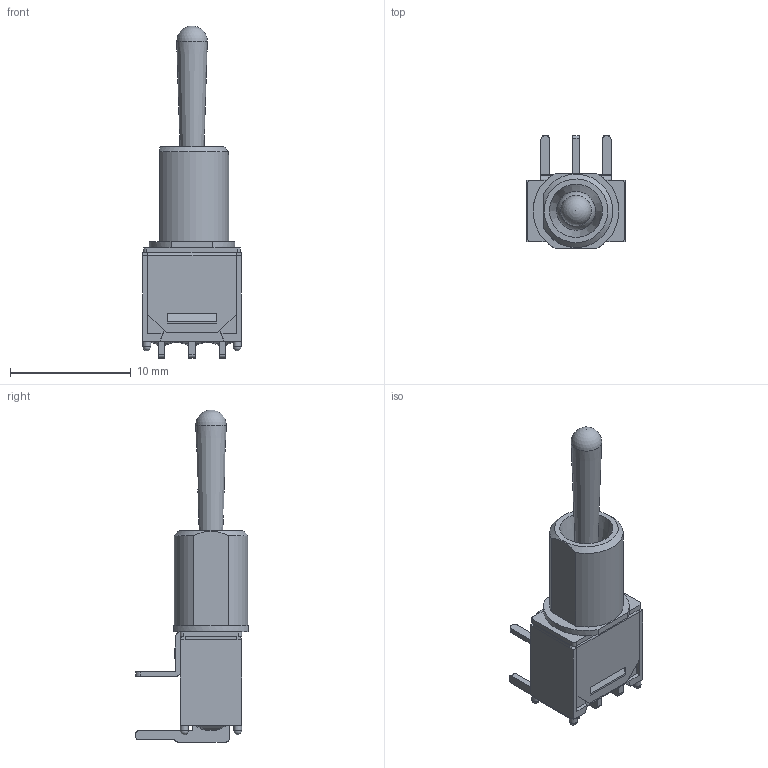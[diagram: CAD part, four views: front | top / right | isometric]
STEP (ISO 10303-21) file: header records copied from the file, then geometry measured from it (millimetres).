
FILE_DESCRIPTION(/* description */ (''),/* implementation_level */ '2;1');
FILE_NAME(/* name */ '200MSPxT4B5M6xE.stp',/* time_stamp */ '2025-04-30T09:39:04-05:00',/* author */ ('mroman'),/* organization */ (''),/* preprocessor_version */ 'ST-DEVELOPER v18.1',/* originating_system */ 'Autodesk Inventor 2022',/* authorisation */ '');
FILE_SCHEMA (('AUTOMOTIVE_DESIGN { 1 0 10303 214 3 1 1 }'));
Length unit declared in the file: inch
Products named in the file (1): 200MSPxT4B5M6xE
Bounding box: 8.13 x 9.35 x 27.52 mm (x, y, z)
Volume: 427.9 mm3; surface area: 1109.3 mm2
Topology: 2 solids, 3 shells, 194 faces, 539 edges, 344 vertices
Faces by surface type: plane 131, cylinder 41, bspline 10, sphere 7, cone 5
Full cylindrical faces by diameter (mm): 0.65 x4, 3.25 x2
Entity records: 6555 total; most frequent: CARTESIAN_POINT 1564, ORIENTED_EDGE 1066, DIRECTION 987, EDGE_CURVE 533, LINE 383, VECTOR 383, VERTEX_POINT 344, AXIS2_PLACEMENT_3D 302
